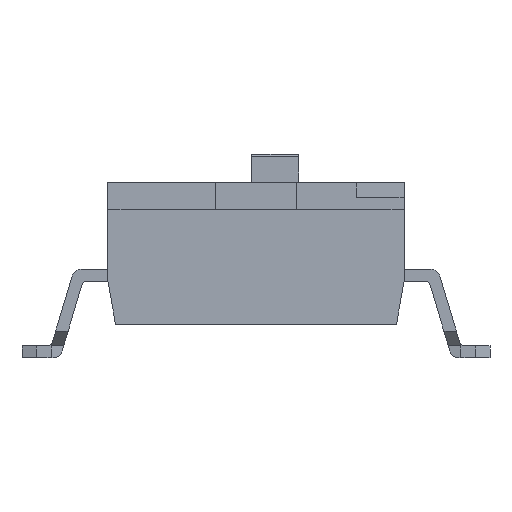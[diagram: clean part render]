
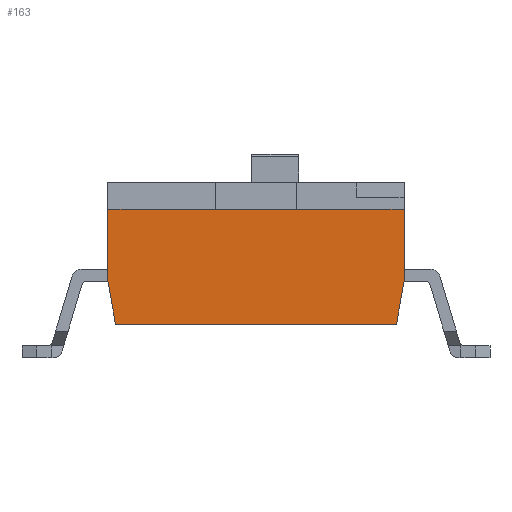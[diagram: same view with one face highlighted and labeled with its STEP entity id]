
A CAD part, left-side view. The second image highlights one B-rep face of the part: STEP entity #163.
In plain terms, the highlighted planar face has unit normal (-1, 0, 0).
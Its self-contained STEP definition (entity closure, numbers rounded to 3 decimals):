
#163 = ADVANCED_FACE( '', ( #597 ), #598, .T. );
#597 = FACE_OUTER_BOUND( '', #1291, .T. );
#598 = PLANE( '', #1292 );
#1291 = EDGE_LOOP( '', ( #2587, #2588, #2589, #2590, #2591, #2592, #2593, #2594 ) );
#1292 = AXIS2_PLACEMENT_3D( '', #2595, #2596, #2597 );
#2587 = ORIENTED_EDGE( '', *, *, #4972, .F. );
#2588 = ORIENTED_EDGE( '', *, *, #4989, .T. );
#2589 = ORIENTED_EDGE( '', *, *, #4990, .T. );
#2590 = ORIENTED_EDGE( '', *, *, #4991, .T. );
#2591 = ORIENTED_EDGE( '', *, *, #4771, .T. );
#2592 = ORIENTED_EDGE( '', *, *, #4784, .T. );
#2593 = ORIENTED_EDGE( '', *, *, #4967, .F. );
#2594 = ORIENTED_EDGE( '', *, *, #4992, .T. );
#2595 = CARTESIAN_POINT( '', ( -5.55, -3.1, 0. ) );
#2596 = DIRECTION( '', ( -1., 0., 0. ) );
#2597 = DIRECTION( '', ( 0., 0., 1. ) );
#4771 = EDGE_CURVE( '', #5768, #5769, #5770, .T. );
#4784 = EDGE_CURVE( '', #5769, #5790, #5793, .T. );
#4967 = EDGE_CURVE( '', #6098, #5790, #6100, .T. );
#4972 = EDGE_CURVE( '', #6107, #6108, #6109, .T. );
#4989 = EDGE_CURVE( '', #6107, #6132, #6133, .T. );
#4990 = EDGE_CURVE( '', #6132, #6134, #6135, .T. );
#4991 = EDGE_CURVE( '', #6134, #5768, #6136, .T. );
#4992 = EDGE_CURVE( '', #6098, #6108, #6137, .T. );
#5768 = VERTEX_POINT( '', #7386 );
#5769 = VERTEX_POINT( '', #7387 );
#5770 = LINE( '', #7388, #7389 );
#5790 = VERTEX_POINT( '', #7420 );
#5793 = LINE( '', #7424, #7425 );
#6098 = VERTEX_POINT( '', #7901 );
#6100 = B_SPLINE_CURVE_WITH_KNOTS( '', 1, ( #7904, #7905 ), .UNSPECIFIED., .F., .F., ( 2, 2 ), ( 0., 1. ), .UNSPECIFIED. );
#6107 = VERTEX_POINT( '', #7916 );
#6108 = VERTEX_POINT( '', #7917 );
#6109 = B_SPLINE_CURVE_WITH_KNOTS( '', 1, ( #7918, #7919 ), .UNSPECIFIED., .F., .F., ( 2, 2 ), ( 0., 1. ), .UNSPECIFIED. );
#6132 = VERTEX_POINT( '', #7958 );
#6133 = LINE( '', #7959, #7960 );
#6134 = VERTEX_POINT( '', #7961 );
#6135 = LINE( '', #7962, #7963 );
#6136 = LINE( '', #7964, #7965 );
#6137 = LINE( '', #7966, #7967 );
#7386 = CARTESIAN_POINT( '', ( -5.55, -2.941, -2.41 ) );
#7387 = CARTESIAN_POINT( '', ( -5.55, -3.1, -1.51 ) );
#7388 = CARTESIAN_POINT( '', ( -5.55, -2.941, -2.41 ) );
#7389 = VECTOR( '', #9683, 1000. );
#7420 = CARTESIAN_POINT( '', ( -5.551, -3.1, -0.001 ) );
#7424 = CARTESIAN_POINT( '', ( -5.55, -3.1, -1.51 ) );
#7425 = VECTOR( '', #9695, 1000. );
#7901 = CARTESIAN_POINT( '', ( -5.55, -0.849, 0. ) );
#7904 = CARTESIAN_POINT( '', ( -5.551, -0.849, -0.001 ) );
#7905 = CARTESIAN_POINT( '', ( -5.551, -3.1, -0.001 ) );
#7916 = CARTESIAN_POINT( '', ( -5.551, 3.1, -0.001 ) );
#7917 = CARTESIAN_POINT( '', ( -5.55, 0.849, 0. ) );
#7918 = CARTESIAN_POINT( '', ( -5.551, 3.1, -0.001 ) );
#7919 = CARTESIAN_POINT( '', ( -5.551, 0.849, -0.001 ) );
#7958 = CARTESIAN_POINT( '', ( -5.55, 3.1, -1.51 ) );
#7959 = CARTESIAN_POINT( '', ( -5.55, 3.1, 0. ) );
#7960 = VECTOR( '', #9916, 1000. );
#7961 = CARTESIAN_POINT( '', ( -5.55, 2.941, -2.41 ) );
#7962 = CARTESIAN_POINT( '', ( -5.55, 3.1, -1.51 ) );
#7963 = VECTOR( '', #9917, 1000. );
#7964 = CARTESIAN_POINT( '', ( -5.55, 2.941, -2.41 ) );
#7965 = VECTOR( '', #9918, 1000. );
#7966 = CARTESIAN_POINT( '', ( -5.55, -3.1, 0. ) );
#7967 = VECTOR( '', #9919, 1000. );
#9683 = DIRECTION( '', ( 0., -0.174, 0.985 ) );
#9695 = DIRECTION( '', ( 0., 0., 1. ) );
#9916 = DIRECTION( '', ( 0., 0., -1. ) );
#9917 = DIRECTION( '', ( 0., -0.174, -0.985 ) );
#9918 = DIRECTION( '', ( 0., -1., 0. ) );
#9919 = DIRECTION( '', ( 0., 1., 0. ) );
